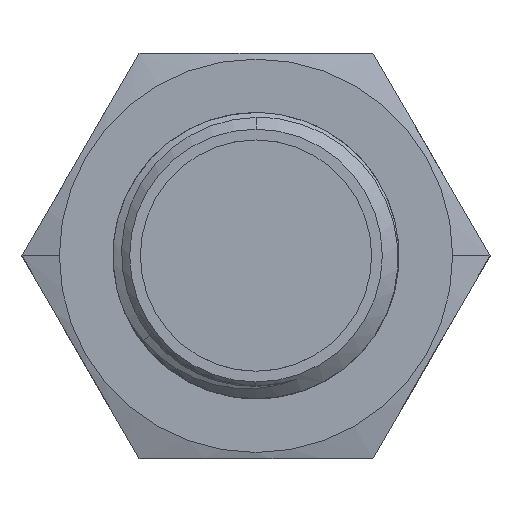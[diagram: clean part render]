
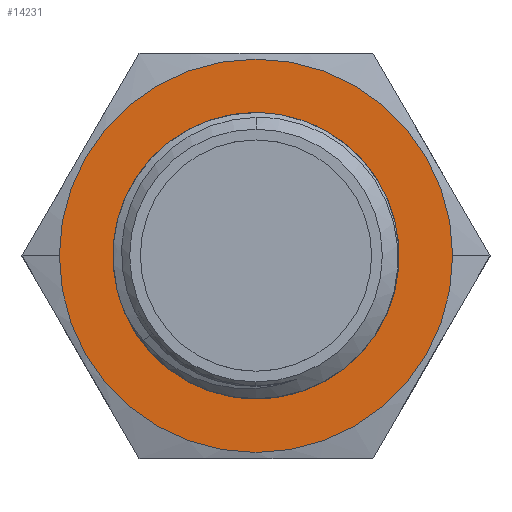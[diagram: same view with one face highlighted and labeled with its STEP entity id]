
A CAD part, top view. The second image highlights one B-rep face of the part: STEP entity #14231.
In plain terms, the highlighted planar face has unit normal (0, 0, 1).
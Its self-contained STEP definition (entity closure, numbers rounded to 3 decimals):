
#6977=CARTESIAN_POINT('',(0.,0.,1.7));
#6978=DIRECTION('',(0.,0.,-1.));
#6979=DIRECTION('',(-1.,0.,0.));
#6980=AXIS2_PLACEMENT_3D('',#6977,#6978,#6979);
#6982=CARTESIAN_POINT('',(0.,0.,1.7));
#6983=DIRECTION('',(0.,0.,-1.));
#6984=DIRECTION('',(1.,0.,0.));
#6985=AXIS2_PLACEMENT_3D('',#6982,#6983,#6984);
#7016=CARTESIAN_POINT('',(0.,0.,1.7));
#7017=DIRECTION('',(0.,0.,-1.));
#7018=DIRECTION('',(-0.911,-0.413,0.));
#7019=AXIS2_PLACEMENT_3D('',#7016,#7017,#7018);
#7116=CARTESIAN_POINT('',(0.,0.,1.7));
#7117=DIRECTION('',(0.,0.,-1.));
#7118=DIRECTION('',(0.911,-0.412,0.));
#7119=AXIS2_PLACEMENT_3D('',#7116,#7117,#7118);
#8838=CARTESIAN_POINT('',(-8.25,0.,1.7));
#8839=VERTEX_POINT('',#8838);
#8840=CARTESIAN_POINT('',(8.25,0.,1.7));
#8841=VERTEX_POINT('',#8840);
#8843=CARTESIAN_POINT('',(5.467,-2.472,1.7));
#8845=VERTEX_POINT('',#8843);
#8850=CARTESIAN_POINT('',(-5.465,-2.477,1.7));
#8851=VERTEX_POINT('',#8850);
#14216=CARTESIAN_POINT('',(0.,0.,1.7));
#14217=DIRECTION('',(0.,0.,1.));
#14218=DIRECTION('',(1.,0.,0.));
#14219=AXIS2_PLACEMENT_3D('',#14216,#14217,#14218);
#14220=PLANE('',#14219);
#14221=ORIENTED_EDGE('',*,*,#14184,.T.);
#14222=ORIENTED_EDGE('',*,*,#14158,.T.);
#14223=EDGE_LOOP('',(#14221,#14222));
#14224=FACE_OUTER_BOUND('',#14223,.F.);
#14226=ORIENTED_EDGE('',*,*,#14225,.F.);
#14228=ORIENTED_EDGE('',*,*,#14227,.F.);
#14229=EDGE_LOOP('',(#14226,#14228));
#14230=FACE_BOUND('',#14229,.F.);
#14231=ADVANCED_FACE('',(#14224,#14230),#14220,.T.);
#6981=CIRCLE('',#6980,8.25);
#6986=CIRCLE('',#6985,8.25);
#7020=CIRCLE('',#7019,6.);
#7120=CIRCLE('',#7119,6.);
#14158=EDGE_CURVE('',#8841,#8839,#6986,.T.);
#14184=EDGE_CURVE('',#8839,#8841,#6981,.T.);
#14225=EDGE_CURVE('',#8851,#8845,#7020,.T.);
#14227=EDGE_CURVE('',#8845,#8851,#7120,.T.);
